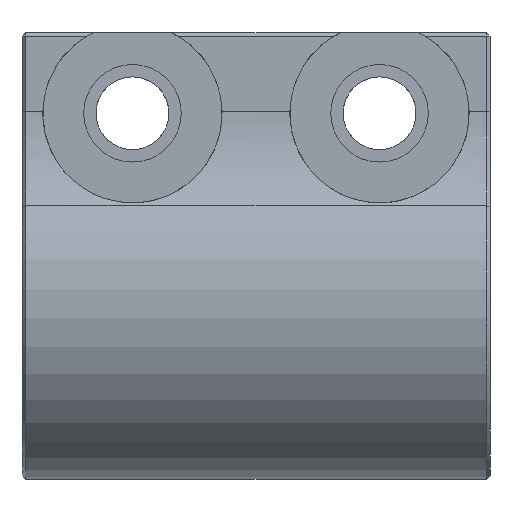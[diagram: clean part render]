
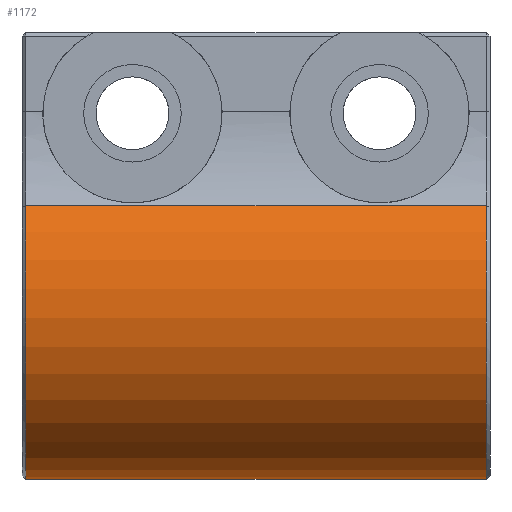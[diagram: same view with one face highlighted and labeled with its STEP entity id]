
A CAD part, left-side view. The second image highlights one B-rep face of the part: STEP entity #1172.
In plain terms, the highlighted cylindrical face has radius 6.35 mm (diameter 12.7 mm), a partial arc.
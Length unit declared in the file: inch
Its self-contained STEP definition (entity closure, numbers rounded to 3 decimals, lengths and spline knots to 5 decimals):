
#18 = EDGE_CURVE ( 'NONE', #454, #274, #1478, .T. ) ;
#37 = CIRCLE ( 'NONE', #258, 0.25 ) ;
#127 = DIRECTION ( 'NONE',  ( 0., 0., 1. ) ) ;
#159 = FACE_OUTER_BOUND ( 'NONE', #1487, .T. ) ;
#163 = CARTESIAN_POINT ( 'NONE',  ( -0.2125, 0.6475, 0.1317 ) ) ;
#169 = CARTESIAN_POINT ( 'NONE',  ( 0., 0.005, 0. ) ) ;
#183 = EDGE_CURVE ( 'NONE', #973, #826, #37, .T. ) ;
#198 = DIRECTION ( 'NONE',  ( 0., -1., 0. ) ) ;
#201 = CARTESIAN_POINT ( 'NONE',  ( -0.2125, 0.005, 0.1317 ) ) ;
#205 = DIRECTION ( 'NONE',  ( 0., 0., -1. ) ) ;
#258 = AXIS2_PLACEMENT_3D ( 'NONE', #169, #1264, #329 ) ;
#274 = VERTEX_POINT ( 'NONE', #1769 ) ;
#329 = DIRECTION ( 'NONE',  ( 0., 0., 1. ) ) ;
#454 = VERTEX_POINT ( 'NONE', #163 ) ;
#554 = LINE ( 'NONE', #1830, #1330 ) ;
#707 = LINE ( 'NONE', #1663, #1422 ) ;
#781 = ORIENTED_EDGE ( 'NONE', *, *, #1367, .T. ) ;
#826 = VERTEX_POINT ( 'NONE', #201 ) ;
#904 = CARTESIAN_POINT ( 'NONE',  ( 0., 0.005, -0.25 ) ) ;
#919 = AXIS2_PLACEMENT_3D ( 'NONE', #2011, #1075, #127 ) ;
#973 = VERTEX_POINT ( 'NONE', #904 ) ;
#1075 = DIRECTION ( 'NONE',  ( 0., -1., 0. ) ) ;
#1147 = CARTESIAN_POINT ( 'NONE',  ( 0., 0.6525, 0. ) ) ;
#1172 = ADVANCED_FACE ( 'NONE', ( #159 ), #1355, .T. ) ;
#1235 = AXIS2_PLACEMENT_3D ( 'NONE', #1147, #198, #205 ) ;
#1264 = DIRECTION ( 'NONE',  ( 0., 1., 0. ) ) ;
#1330 = VECTOR ( 'NONE', #1991, 39.37008 ) ;
#1355 = CYLINDRICAL_SURFACE ( 'NONE', #1235, 0.25 ) ;
#1367 = EDGE_CURVE ( 'NONE', #274, #973, #707, .T. ) ;
#1422 = VECTOR ( 'NONE', #1817, 39.37008 ) ;
#1442 = EDGE_CURVE ( 'NONE', #826, #454, #554, .T. ) ;
#1478 = CIRCLE ( 'NONE', #919, 0.25 ) ;
#1487 = EDGE_LOOP ( 'NONE', ( #1603, #781, #1942, #1954 ) ) ;
#1603 = ORIENTED_EDGE ( 'NONE', *, *, #18, .T. ) ;
#1663 = CARTESIAN_POINT ( 'NONE',  ( 0., 0.6525, -0.25 ) ) ;
#1769 = CARTESIAN_POINT ( 'NONE',  ( 0., 0.6475, -0.25 ) ) ;
#1817 = DIRECTION ( 'NONE',  ( 0., -1., 0. ) ) ;
#1830 = CARTESIAN_POINT ( 'NONE',  ( -0.2125, 0.6525, 0.1317 ) ) ;
#1942 = ORIENTED_EDGE ( 'NONE', *, *, #183, .T. ) ;
#1954 = ORIENTED_EDGE ( 'NONE', *, *, #1442, .T. ) ;
#1991 = DIRECTION ( 'NONE',  ( 0., 1., 0. ) ) ;
#2011 = CARTESIAN_POINT ( 'NONE',  ( 0., 0.6475, 0. ) ) ;
